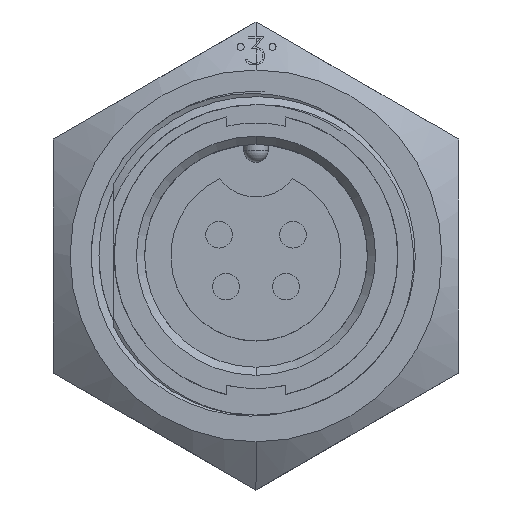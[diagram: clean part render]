
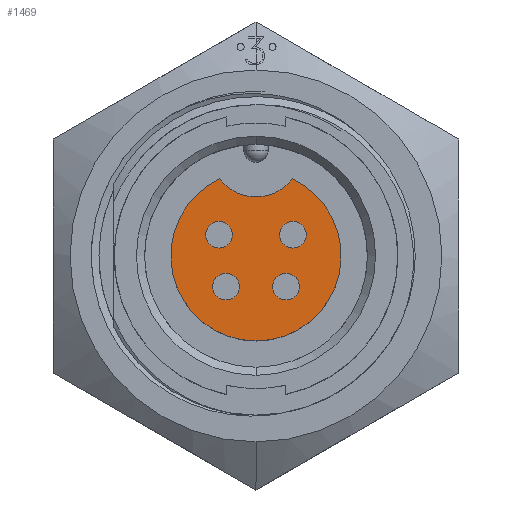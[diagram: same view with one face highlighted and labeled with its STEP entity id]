
A CAD part, top view. The second image highlights one B-rep face of the part: STEP entity #1469.
In plain terms, the highlighted planar face has unit normal (0, 0, 1).
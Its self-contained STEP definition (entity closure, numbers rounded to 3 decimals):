
#175 = CARTESIAN_POINT ( 'NONE',  ( 1.88, -1.93, -1.651 ) ) ;
#519 = ORIENTED_EDGE ( 'NONE', *, *, #4661, .F. ) ;
#762 = EDGE_CURVE ( 'NONE', #12649, #10912, #13349, .T. ) ;
#1246 = DIRECTION ( 'NONE',  ( 0., -1., 0. ) ) ;
#1467 = CIRCLE ( 'NONE', #5772, 0.838 ) ;
#1469 = ADVANCED_FACE ( 'NONE', ( #14702, #2916, #6837, #18126, #14232 ), #4882, .F. ) ;
#1605 = DIRECTION ( 'NONE',  ( 0., -1., 0. ) ) ;
#1639 = CIRCLE ( 'NONE', #6516, 0.838 ) ;
#1793 = DIRECTION ( 'NONE',  ( 0., -1., 0. ) ) ;
#2130 = VERTEX_POINT ( 'NONE', #14229 ) ;
#2209 = ORIENTED_EDGE ( 'NONE', *, *, #10078, .F. ) ;
#2427 = CARTESIAN_POINT ( 'NONE',  ( 2.259, 4.832, -1.651 ) ) ;
#2616 = CARTESIAN_POINT ( 'NONE',  ( 2.311, 1.321, -1.651 ) ) ;
#2916 = FACE_BOUND ( 'NONE', #10849, .T. ) ;
#3118 = CARTESIAN_POINT ( 'NONE',  ( -2.259, 4.832, -1.651 ) ) ;
#3573 = VERTEX_POINT ( 'NONE', #17218 ) ;
#3687 = EDGE_LOOP ( 'NONE', ( #17939, #8674 ) ) ;
#3939 = CARTESIAN_POINT ( 'NONE',  ( -1.88, -1.93, -1.651 ) ) ;
#4033 = CARTESIAN_POINT ( 'NONE',  ( -2.311, 1.321, -1.651 ) ) ;
#4065 = DIRECTION ( 'NONE',  ( 0., 0., -1. ) ) ;
#4102 = DIRECTION ( 'NONE',  ( 0., -1., 0. ) ) ;
#4121 = DIRECTION ( 'NONE',  ( 0., -1., 0. ) ) ;
#4138 = DIRECTION ( 'NONE',  ( 0., 0., 1. ) ) ;
#4182 = CARTESIAN_POINT ( 'NONE',  ( -1.88, -1.93, -1.651 ) ) ;
#4255 = AXIS2_PLACEMENT_3D ( 'NONE', #8462, #4065, #12920 ) ;
#4407 = EDGE_CURVE ( 'NONE', #9797, #10912, #16459, .T. ) ;
#4661 = EDGE_CURVE ( 'NONE', #6534, #2130, #17711, .T. ) ;
#4830 = DIRECTION ( 'NONE',  ( 0., 1., 0. ) ) ;
#4841 = DIRECTION ( 'NONE',  ( 0., 0., -1. ) ) ;
#4878 = CARTESIAN_POINT ( 'NONE',  ( 0., 0., -1.651 ) ) ;
#4882 = PLANE ( 'NONE',  #5104 ) ;
#5104 = AXIS2_PLACEMENT_3D ( 'NONE', #4878, #4841, #4830 ) ;
#5194 = CIRCLE ( 'NONE', #5626, 0.838 ) ;
#5437 = DIRECTION ( 'NONE',  ( 0., -1., 0. ) ) ;
#5520 = DIRECTION ( 'NONE',  ( 0., -1., 0. ) ) ;
#5626 = AXIS2_PLACEMENT_3D ( 'NONE', #2616, #12954, #4102 ) ;
#5772 = AXIS2_PLACEMENT_3D ( 'NONE', #17017, #8222, #18468 ) ;
#5925 = CIRCLE ( 'NONE', #15597, 5.334 ) ;
#6280 = CARTESIAN_POINT ( 'NONE',  ( -1.88, -1.092, -1.651 ) ) ;
#6516 = AXIS2_PLACEMENT_3D ( 'NONE', #3939, #14270, #5437 ) ;
#6534 = VERTEX_POINT ( 'NONE', #6634 ) ;
#6634 = CARTESIAN_POINT ( 'NONE',  ( 2.311, 2.159, -1.651 ) ) ;
#6742 = EDGE_CURVE ( 'NONE', #10406, #13476, #14238, .T. ) ;
#6837 = FACE_OUTER_BOUND ( 'NONE', #12969, .T. ) ;
#7883 = EDGE_CURVE ( 'NONE', #12649, #9797, #5925, .T. ) ;
#8222 = DIRECTION ( 'NONE',  ( 0., 0., 1. ) ) ;
#8360 = AXIS2_PLACEMENT_3D ( 'NONE', #4182, #4138, #4121 ) ;
#8462 = CARTESIAN_POINT ( 'NONE',  ( 0., 0., -1.651 ) ) ;
#8643 = CIRCLE ( 'NONE', #15759, 0.838 ) ;
#8674 = ORIENTED_EDGE ( 'NONE', *, *, #13794, .F. ) ;
#8826 = AXIS2_PLACEMENT_3D ( 'NONE', #4033, #14349, #5520 ) ;
#9552 = AXIS2_PLACEMENT_3D ( 'NONE', #18720, #18812, #17717 ) ;
#9694 = CARTESIAN_POINT ( 'NONE',  ( 2.311, 1.321, -1.651 ) ) ;
#9797 = VERTEX_POINT ( 'NONE', #15066 ) ;
#10071 = DIRECTION ( 'NONE',  ( 0., 0., 1. ) ) ;
#10078 = EDGE_CURVE ( 'NONE', #11422, #15581, #18511, .T. ) ;
#10337 = ORIENTED_EDGE ( 'NONE', *, *, #15043, .F. ) ;
#10406 = VERTEX_POINT ( 'NONE', #6280 ) ;
#10430 = DIRECTION ( 'NONE',  ( 0., 0., 1. ) ) ;
#10704 = CIRCLE ( 'NONE', #11937, 0.838 ) ;
#10849 = EDGE_LOOP ( 'NONE', ( #2209, #10337 ) ) ;
#10912 = VERTEX_POINT ( 'NONE', #3118 ) ;
#11035 = ORIENTED_EDGE ( 'NONE', *, *, #4407, .F. ) ;
#11169 = DIRECTION ( 'NONE',  ( 0., 0., 1. ) ) ;
#11389 = ORIENTED_EDGE ( 'NONE', *, *, #17888, .F. ) ;
#11422 = VERTEX_POINT ( 'NONE', #18623 ) ;
#11937 = AXIS2_PLACEMENT_3D ( 'NONE', #175, #10430, #1605 ) ;
#12301 = EDGE_CURVE ( 'NONE', #13537, #3573, #10704, .T. ) ;
#12649 = VERTEX_POINT ( 'NONE', #2427 ) ;
#12737 = EDGE_CURVE ( 'NONE', #2130, #6534, #5194, .T. ) ;
#12920 = DIRECTION ( 'NONE',  ( 0., -1., 0. ) ) ;
#12954 = DIRECTION ( 'NONE',  ( 0., 0., 1. ) ) ;
#12969 = EDGE_LOOP ( 'NONE', ( #18496, #11035, #15390 ) ) ;
#13177 = AXIS2_PLACEMENT_3D ( 'NONE', #9694, #11169, #1793 ) ;
#13349 = CIRCLE ( 'NONE', #9552, 2.794 ) ;
#13476 = VERTEX_POINT ( 'NONE', #16866 ) ;
#13537 = VERTEX_POINT ( 'NONE', #13999 ) ;
#13733 = ORIENTED_EDGE ( 'NONE', *, *, #6742, .F. ) ;
#13794 = EDGE_CURVE ( 'NONE', #3573, #13537, #8643, .T. ) ;
#13999 = CARTESIAN_POINT ( 'NONE',  ( 1.88, -2.769, -1.651 ) ) ;
#14229 = CARTESIAN_POINT ( 'NONE',  ( 2.311, 0.483, -1.651 ) ) ;
#14232 = FACE_BOUND ( 'NONE', #16819, .T. ) ;
#14238 = CIRCLE ( 'NONE', #8360, 0.838 ) ;
#14270 = DIRECTION ( 'NONE',  ( 0., 0., 1. ) ) ;
#14349 = DIRECTION ( 'NONE',  ( 0., 0., 1. ) ) ;
#14702 = FACE_BOUND ( 'NONE', #3687, .T. ) ;
#15043 = EDGE_CURVE ( 'NONE', #15581, #11422, #1467, .T. ) ;
#15066 = CARTESIAN_POINT ( 'NONE',  ( 0., -5.334, -1.651 ) ) ;
#15390 = ORIENTED_EDGE ( 'NONE', *, *, #7883, .F. ) ;
#15501 = ORIENTED_EDGE ( 'NONE', *, *, #12737, .F. ) ;
#15581 = VERTEX_POINT ( 'NONE', #17811 ) ;
#15597 = AXIS2_PLACEMENT_3D ( 'NONE', #18793, #18770, #18699 ) ;
#15759 = AXIS2_PLACEMENT_3D ( 'NONE', #18837, #10071, #1246 ) ;
#16459 = CIRCLE ( 'NONE', #4255, 5.334 ) ;
#16819 = EDGE_LOOP ( 'NONE', ( #15501, #519 ) ) ;
#16866 = CARTESIAN_POINT ( 'NONE',  ( -1.88, -2.769, -1.651 ) ) ;
#17017 = CARTESIAN_POINT ( 'NONE',  ( -2.311, 1.321, -1.651 ) ) ;
#17218 = CARTESIAN_POINT ( 'NONE',  ( 1.88, -1.092, -1.651 ) ) ;
#17711 = CIRCLE ( 'NONE', #13177, 0.838 ) ;
#17717 = DIRECTION ( 'NONE',  ( 1., 0., 0. ) ) ;
#17811 = CARTESIAN_POINT ( 'NONE',  ( -2.311, 2.159, -1.651 ) ) ;
#17888 = EDGE_CURVE ( 'NONE', #13476, #10406, #1639, .T. ) ;
#17939 = ORIENTED_EDGE ( 'NONE', *, *, #12301, .F. ) ;
#18126 = FACE_BOUND ( 'NONE', #18628, .T. ) ;
#18468 = DIRECTION ( 'NONE',  ( 0., -1., 0. ) ) ;
#18496 = ORIENTED_EDGE ( 'NONE', *, *, #762, .T. ) ;
#18511 = CIRCLE ( 'NONE', #8826, 0.838 ) ;
#18623 = CARTESIAN_POINT ( 'NONE',  ( -2.311, 0.483, -1.651 ) ) ;
#18628 = EDGE_LOOP ( 'NONE', ( #11389, #13733 ) ) ;
#18699 = DIRECTION ( 'NONE',  ( 0., -1., 0. ) ) ;
#18720 = CARTESIAN_POINT ( 'NONE',  ( 0., 6.477, -1.651 ) ) ;
#18770 = DIRECTION ( 'NONE',  ( 0., 0., -1. ) ) ;
#18793 = CARTESIAN_POINT ( 'NONE',  ( 0., 0., -1.651 ) ) ;
#18812 = DIRECTION ( 'NONE',  ( 0., 0., -1. ) ) ;
#18837 = CARTESIAN_POINT ( 'NONE',  ( 1.88, -1.93, -1.651 ) ) ;
